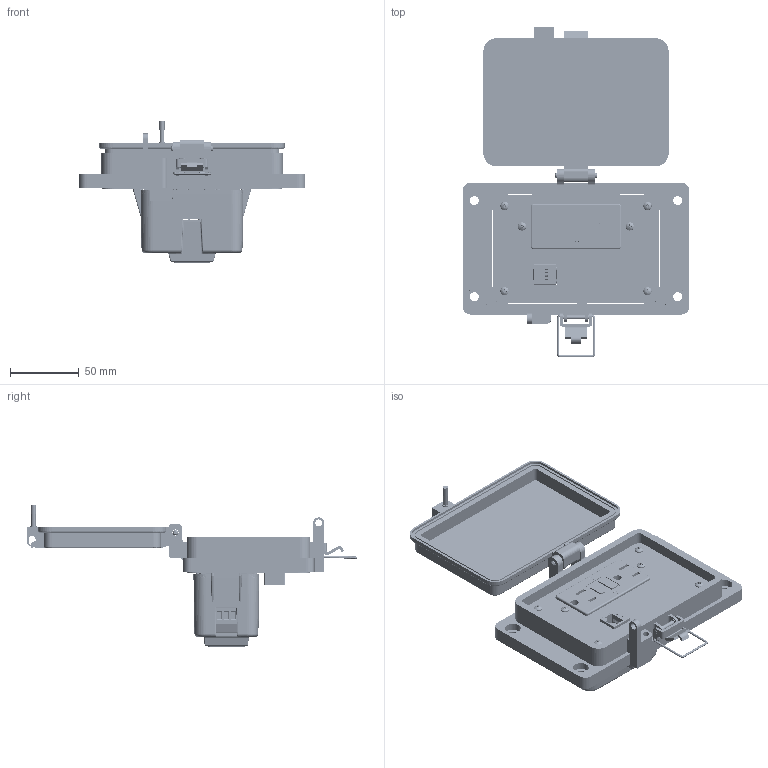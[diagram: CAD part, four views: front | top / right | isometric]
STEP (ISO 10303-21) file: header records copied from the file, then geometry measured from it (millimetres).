
FILE_DESCRIPTION (( 'STEP AP203' ), '1' );
FILE_NAME ('P-R33-M2RF0_3D.STEP', '2021-12-08T16:27:19', ( '' ), ( '' ), 'SwSTEP 2.0', 'SolidWorks 2019', '' );
FILE_SCHEMA (( 'CONFIG_CONTROL_DESIGN' ));
Length unit declared in the file: millimetre
Products named in the file (15): 92005A124_METRIC PAN HEAD PHILLIPS MACHINE SCREW_92005A124; M3PH_12M3; -M2; Z-H-M2_B; Z-300-RJ45C5SH; Z-000-4243316TFP; R33; P-R33-M2RF0_BP180_1; Z-120-RIOF-SHELL_WOE; P-R33-M2RF0_TP060_1; P-R33-M2RF0_FP060_1; Z-200-OTLT-RIOF-15A_WOE; RF_WOE; Z-200-OTLT-GFIH-15A_sheared; P-R33-M2RF0_3D
Assembly tree (19 placements, depth 4):
  P-R33-M2RF0_3D
    P-R33-M2RF0_BP180_1
    P-R33-M2RF0_TP060_1
    Z-000-4243316TFP  x2
    P-R33-M2RF0_FP060_1
    RF_WOE
      Z-200-OTLT-RIOF-15A_WOE
        Z-120-RIOF-SHELL_WOE
        Z-200-OTLT-GFIH-15A_sheared
    M3PH_12M3  x2
    R33
      Z-300-RJ45C5SH
    -M2
      Z-H-M2_B
    92005A124_METRIC PAN HEAD PHILLIPS MACHINE SCREW_92005A124  x4
Bounding box: 164.96 x 240.59 x 103.95 mm (x, y, z)
Volume: 355310.4 mm3; surface area: 226466.4 mm2
Topology: 40 solids, 46 shells, 5951 faces, 15639 edges, 9937 vertices
Faces by surface type: plane 2270, cylinder 2105, bspline 1303, cone 134, torus 77, sphere 62
Entity records: 224824 total; most frequent: CARTESIAN_POINT 108856, ORIENTED_EDGE 26814, DIRECTION 19122, EDGE_CURVE 13407, VERTEX_POINT 8473, VECTOR 7614, LINE 7614, AXIS2_PLACEMENT_3D 5754
